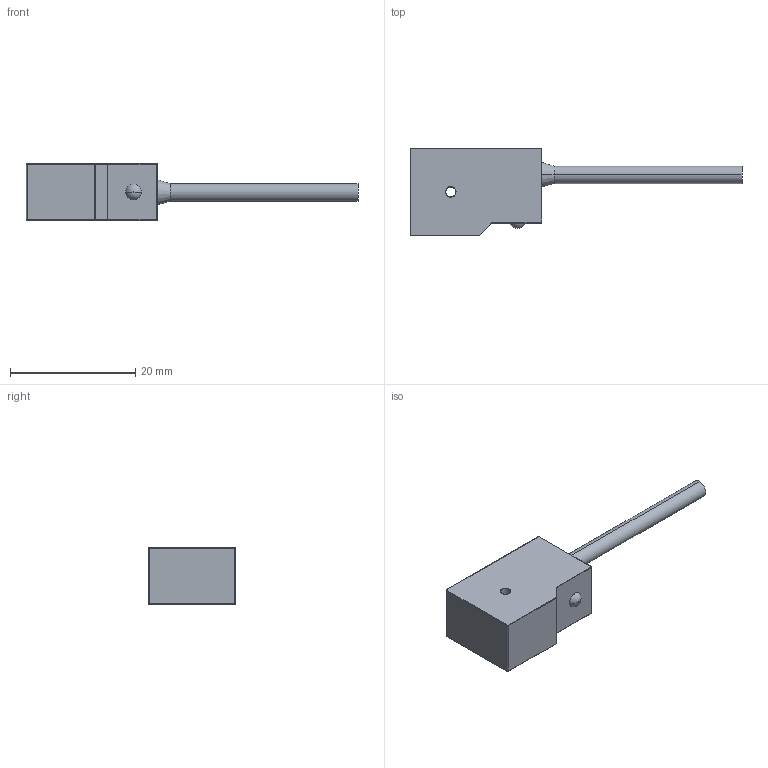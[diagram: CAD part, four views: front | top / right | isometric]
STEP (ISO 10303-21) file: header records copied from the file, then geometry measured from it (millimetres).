
FILE_DESCRIPTION (( 'STEP AP203' ), '1' );
FILE_NAME ('MR-F2.STEP', '2018-08-08T08:35:44', ( 'XiaZaiMa.COM' ), ( 'Win10NeT.COM' ), 'SwSTEP 2.0', 'SolidWorks 2016', '' );
FILE_SCHEMA (( 'CONFIG_CONTROL_DESIGN' ));
Length unit declared in the file: millimetre
Products named in the file (1): MR-F2
Bounding box: 53 x 14 x 9 mm (x, y, z)
Volume: 2670.9 mm3; surface area: 1488.2 mm2
Topology: 1 solids, 1 shells, 49 faces, 107 edges, 62 vertices
Faces by surface type: cylinder 21, torus 16, plane 10, cone 2
Entity records: 1422 total; most frequent: DIRECTION 269, CARTESIAN_POINT 225, ORIENTED_EDGE 214, AXIS2_PLACEMENT_3D 114, EDGE_CURVE 107, CIRCLE 64, VERTEX_POINT 62, EDGE_LOOP 53
